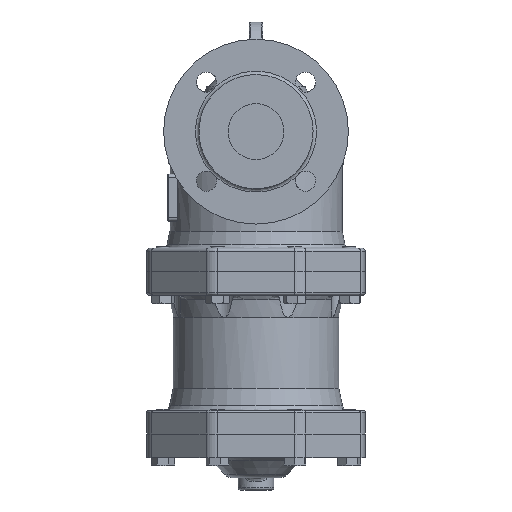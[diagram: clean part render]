
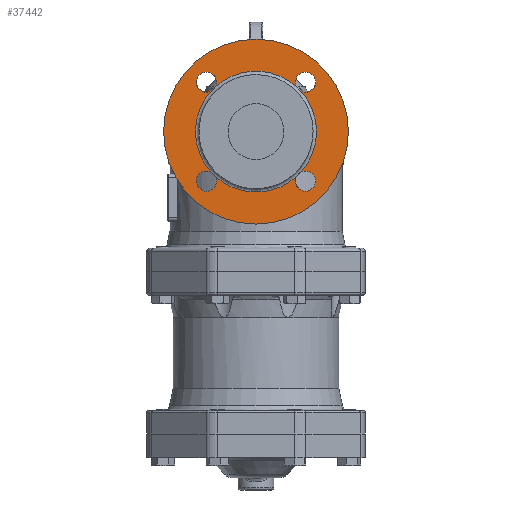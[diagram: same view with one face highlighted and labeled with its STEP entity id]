
A CAD part, left-side view. The second image highlights one B-rep face of the part: STEP entity #37442.
In plain terms, the highlighted free-form (B-spline) face has degree [1, 1] with [2, 2] control points.
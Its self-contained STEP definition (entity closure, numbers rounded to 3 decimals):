
#37290=CARTESIAN_POINT('',(-122.0,36.191,84.922));
#37291=VERTEX_POINT('',#37290);
#37292=CARTESIAN_POINT('',(-122.0,-36.191,84.922));
#37293=VERTEX_POINT('',#37292);
#37294=CARTESIAN_POINT('',(-122.0,0.0,125.));
#37295=DIRECTION('',(-1.0,0.0,0.0));
#37296=DIRECTION('',(0.0,0.0,-1.0));
#37297=AXIS2_PLACEMENT_3D('',#37294,#37295,#37296);
#37298=CIRCLE('',#37297,54.);
#37299=EDGE_CURVE('',#37291,#37293,#37298,.T.);
#37301=CARTESIAN_POINT('',(-122.0,-40.078,88.809));
#37302=VERTEX_POINT('',#37301);
#37316=CARTESIAN_POINT('',(-122.0,-40.078,161.191));
#37317=VERTEX_POINT('',#37316);
#37318=CARTESIAN_POINT('',(-122.0,0.0,125.));
#37319=DIRECTION('',(-1.0,0.0,0.0));
#37320=DIRECTION('',(0.0,0.0,-1.0));
#37321=AXIS2_PLACEMENT_3D('',#37318,#37319,#37320);
#37322=CIRCLE('',#37321,54.);
#37323=EDGE_CURVE('',#37302,#37317,#37322,.T.);
#37325=CARTESIAN_POINT('',(-122.0,-36.191,165.078));
#37326=VERTEX_POINT('',#37325);
#37340=CARTESIAN_POINT('',(-122.0,36.191,165.078));
#37341=VERTEX_POINT('',#37340);
#37342=CARTESIAN_POINT('',(-122.0,0.0,125.));
#37343=DIRECTION('',(-1.0,0.0,0.0));
#37344=DIRECTION('',(0.0,0.0,-1.0));
#37345=AXIS2_PLACEMENT_3D('',#37342,#37343,#37344);
#37346=CIRCLE('',#37345,54.);
#37347=EDGE_CURVE('',#37326,#37341,#37346,.T.);
#37349=CARTESIAN_POINT('',(-122.0,40.078,161.191));
#37350=VERTEX_POINT('',#37349);
#37364=CARTESIAN_POINT('',(-122.0,40.078,88.809));
#37365=VERTEX_POINT('',#37364);
#37366=CARTESIAN_POINT('',(-122.0,0.0,125.));
#37367=DIRECTION('',(-1.0,0.0,0.0));
#37368=DIRECTION('',(0.0,0.0,-1.0));
#37369=AXIS2_PLACEMENT_3D('',#37366,#37367,#37368);
#37370=CIRCLE('',#37369,54.);
#37371=EDGE_CURVE('',#37350,#37365,#37370,.T.);
#37392=CARTESIAN_POINT('',(-122.0,82.5,207.5));
#37393=CARTESIAN_POINT('',(-122.0,82.5,42.5));
#37394=CARTESIAN_POINT('',(-122.0,-82.5,207.5));
#37395=CARTESIAN_POINT('',(-122.0,-82.5,42.5));
#37396=B_SPLINE_SURFACE_WITH_KNOTS('',1,1,((#37392,#37394),(#37393,#37395)),.UNSPECIFIED.,.F.,.F.,.U.,(2,2),(2,2),(0.0,165.),(0.0,165.),.UNSPECIFIED.);
#37397=CARTESIAN_POINT('',(-122.,0.0,207.5));
#37398=VERTEX_POINT('',#37397);
#37399=CARTESIAN_POINT('',(-122.,0.0,125.));
#37400=DIRECTION('',(-1.0,0.0,0.0));
#37401=DIRECTION('',(0.0,0.0,1.0));
#37402=AXIS2_PLACEMENT_3D('',#37399,#37400,#37401);
#37403=CIRCLE('',#37402,82.5);
#37404=EDGE_CURVE('',#37398,#37398,#37403,.T.);
#37405=ORIENTED_EDGE('',*,*,#37404,.T.);
#37406=EDGE_LOOP('',(#37405));
#37407=FACE_OUTER_BOUND('',#37406,.T.);
#37408=ORIENTED_EDGE('',*,*,#37299,.F.);
#37409=CARTESIAN_POINT('',(-122.0,44.194,80.806));
#37410=DIRECTION('',(1.0,0.0,0.0));
#37411=DIRECTION('',(0.0,-1.0,0.0));
#37412=AXIS2_PLACEMENT_3D('',#37409,#37410,#37411);
#37413=CIRCLE('',#37412,9.0);
#37414=EDGE_CURVE('',#37291,#37365,#37413,.T.);
#37415=ORIENTED_EDGE('',*,*,#37414,.T.);
#37416=ORIENTED_EDGE('',*,*,#37371,.F.);
#37417=CARTESIAN_POINT('',(-122.0,44.194,169.194));
#37418=DIRECTION('',(1.0,0.0,0.0));
#37419=DIRECTION('',(0.0,0.0,-1.0));
#37420=AXIS2_PLACEMENT_3D('',#37417,#37418,#37419);
#37421=CIRCLE('',#37420,9.0);
#37422=EDGE_CURVE('',#37350,#37341,#37421,.T.);
#37423=ORIENTED_EDGE('',*,*,#37422,.T.);
#37424=ORIENTED_EDGE('',*,*,#37347,.F.);
#37425=CARTESIAN_POINT('',(-122.0,-44.194,169.194));
#37426=DIRECTION('',(1.0,0.0,0.0));
#37427=DIRECTION('',(0.0,1.0,0.0));
#37428=AXIS2_PLACEMENT_3D('',#37425,#37426,#37427);
#37429=CIRCLE('',#37428,9.0);
#37430=EDGE_CURVE('',#37326,#37317,#37429,.T.);
#37431=ORIENTED_EDGE('',*,*,#37430,.T.);
#37432=ORIENTED_EDGE('',*,*,#37323,.F.);
#37433=CARTESIAN_POINT('',(-122.0,-44.194,80.806));
#37434=DIRECTION('',(1.0,0.0,0.0));
#37435=DIRECTION('',(0.0,0.0,1.0));
#37436=AXIS2_PLACEMENT_3D('',#37433,#37434,#37435);
#37437=CIRCLE('',#37436,9.0);
#37438=EDGE_CURVE('',#37302,#37293,#37437,.T.);
#37439=ORIENTED_EDGE('',*,*,#37438,.T.);
#37440=EDGE_LOOP('',(#37408,#37415,#37416,#37423,#37424,#37431,#37432,#37439));
#37441=FACE_BOUND('',#37440,.T.);
#37442=ADVANCED_FACE('',(#37407,#37441),#37396,.T.);
